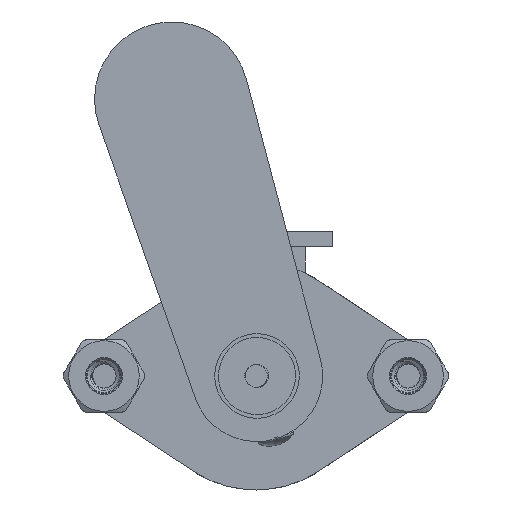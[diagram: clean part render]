
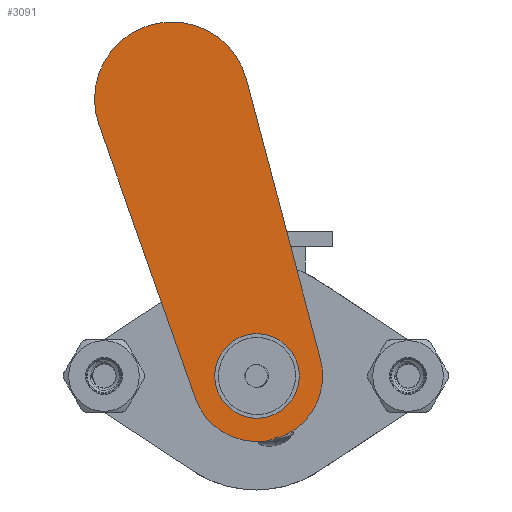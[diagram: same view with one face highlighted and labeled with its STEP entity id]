
A CAD part, front view. The second image highlights one B-rep face of the part: STEP entity #3091.
In plain terms, the highlighted face is planar.
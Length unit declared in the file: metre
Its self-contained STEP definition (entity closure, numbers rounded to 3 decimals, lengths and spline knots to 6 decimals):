
#148=LINE('',#7143,#262);
#151=LINE('',#7157,#265);
#262=VECTOR('',#3992,1.);
#265=VECTOR('',#4009,1.);
#1178=ORIENTED_EDGE('',*,*,#1819,.F.);
#1179=ORIENTED_EDGE('',*,*,#1811,.T.);
#1180=ORIENTED_EDGE('',*,*,#1815,.T.);
#1181=ORIENTED_EDGE('',*,*,#1818,.T.);
#1182=ORIENTED_EDGE('',*,*,#1822,.F.);
#1811=EDGE_CURVE('',#2210,#2209,#2439,.T.);
#1815=EDGE_CURVE('',#2209,#2212,#148,.T.);
#1818=EDGE_CURVE('',#2212,#2214,#2441,.T.);
#1819=EDGE_CURVE('',#2215,#2215,#2442,.T.);
#1822=EDGE_CURVE('',#2210,#2214,#151,.T.);
#2209=VERTEX_POINT('',#7134);
#2210=VERTEX_POINT('',#7136);
#2212=VERTEX_POINT('',#7142);
#2214=VERTEX_POINT('',#7148);
#2215=VERTEX_POINT('',#7152);
#2439=CIRCLE('',#3427,0.00508);
#2441=CIRCLE('',#3431,0.004318);
#2442=CIRCLE('',#3433,0.002781);
#2612=EDGE_LOOP('',(#1178));
#2613=EDGE_LOOP('',(#1179,#1180,#1181,#1182));
#2831=FACE_BOUND('',#2612,.T.);
#2832=FACE_BOUND('',#2613,.T.);
#2960=PLANE('',#3436);
#3091=ADVANCED_FACE('',(#2831,#2832),#2960,.T.);
#3427=AXIS2_PLACEMENT_3D('',#7135,#3985,#3986);
#3431=AXIS2_PLACEMENT_3D('',#7149,#3998,#3999);
#3433=AXIS2_PLACEMENT_3D('',#7151,#4002,#4003);
#3436=AXIS2_PLACEMENT_3D('',#7158,#4010,#4011);
#3985=DIRECTION('',(0.,0.,1.));
#3986=DIRECTION('',(1.,0.,0.));
#3992=DIRECTION('',(0.04,-0.999,0.));
#3998=DIRECTION('',(0.,0.,1.));
#3999=DIRECTION('',(1.,0.,0.));
#4002=DIRECTION('',(0.,0.,1.));
#4003=DIRECTION('',(1.,0.,0.));
#4009=DIRECTION('',(-0.04,-0.999,0.));
#4010=DIRECTION('',(0.,0.,1.));
#4011=DIRECTION('',(1.,0.,0.));
#7134=CARTESIAN_POINT('',(-0.005076,0.018847,0.000254));
#7135=CARTESIAN_POINT('',(0.,0.01905,0.000254));
#7136=CARTESIAN_POINT('',(0.005076,0.018847,0.000254));
#7142=CARTESIAN_POINT('',(-0.004315,-0.000173,0.000254));
#7143=CARTESIAN_POINT('',(-0.004695,0.009337,0.000254));
#7148=CARTESIAN_POINT('',(0.004315,-0.000173,0.000254));
#7149=CARTESIAN_POINT('',(0.,0.,0.000254));
#7151=CARTESIAN_POINT('',(0.,0.,0.000254));
#7152=CARTESIAN_POINT('',(0.002781,0.,0.000254));
#7157=CARTESIAN_POINT('',(0.004695,0.009337,0.000254));
#7158=CARTESIAN_POINT('',(0.,0.009906,0.000254));
